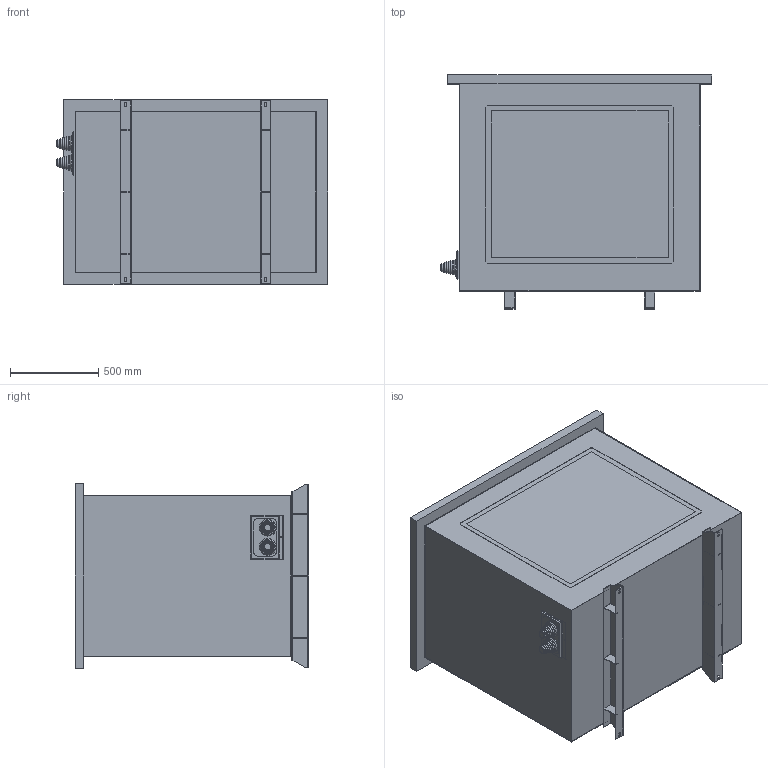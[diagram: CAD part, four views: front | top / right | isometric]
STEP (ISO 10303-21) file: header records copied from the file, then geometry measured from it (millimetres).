
FILE_DESCRIPTION (( 'STEP AP214' ), '1' );
FILE_NAME ('301154.STEP', '2021-09-13T06:59:04', ( '' ), ( '' ), 'SwSTEP 2.0', 'SolidWorks 2018', '' );
FILE_SCHEMA (( 'AUTOMOTIVE_DESIGN' ));
Length unit declared in the file: millimetre
Products named in the file (1): 301154
Bounding box: 1531.8 x 1321.2 x 1040 mm (x, y, z)
Volume: 95930579.9 mm3; surface area: 17294102.9 mm2
Topology: 1 solids, 2 shells, 319 faces, 794 edges, 500 vertices
Faces by surface type: plane 189, cylinder 90, cone 36, bspline 4
Entity records: 9946 total; most frequent: CARTESIAN_POINT 2142, DIRECTION 1644, ORIENTED_EDGE 1588, EDGE_CURVE 794, LINE 568, VECTOR 568, AXIS2_PLACEMENT_3D 538, VERTEX_POINT 500
